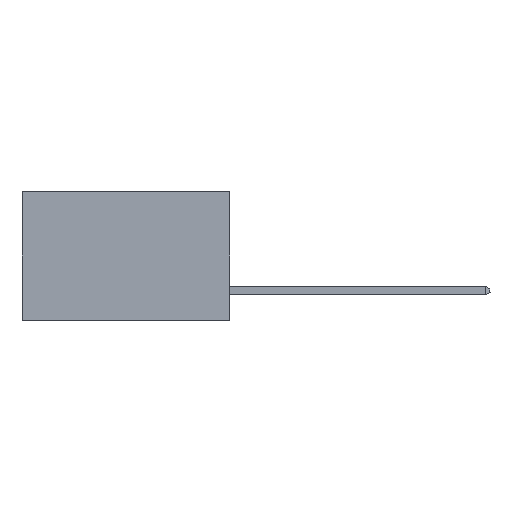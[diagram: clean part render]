
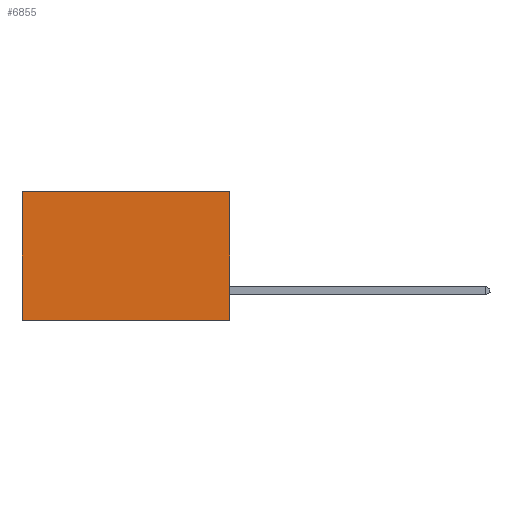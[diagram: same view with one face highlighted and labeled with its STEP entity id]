
A CAD part, left-side view. The second image highlights one B-rep face of the part: STEP entity #6855.
In plain terms, the highlighted planar face has unit normal (-1, 0, 0).
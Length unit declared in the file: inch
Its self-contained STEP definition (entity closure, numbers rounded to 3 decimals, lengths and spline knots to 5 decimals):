
#221 = FACE_OUTER_BOUND ( 'NONE', #9918, .T. ) ;
#845 = CARTESIAN_POINT ( 'NONE',  ( 0.298, 0.6, -0.37 ) ) ;
#1980 = CARTESIAN_POINT ( 'NONE',  ( 0.298, 0., 0. ) ) ;
#2139 = ORIENTED_EDGE ( 'NONE', *, *, #4592, .F. ) ;
#2156 = VECTOR ( 'NONE', #9489, 39.37008 ) ;
#2225 = LINE ( 'NONE', #6342, #6032 ) ;
#3847 = VERTEX_POINT ( 'NONE', #11803 ) ;
#3926 = VERTEX_POINT ( 'NONE', #11056 ) ;
#4210 = DIRECTION ( 'NONE',  ( 0., 1., 0. ) ) ;
#4592 = EDGE_CURVE ( 'NONE', #12298, #3926, #2225, .T. ) ;
#5825 = LINE ( 'NONE', #1980, #8623 ) ;
#5882 = CARTESIAN_POINT ( 'NONE',  ( 0.298, 0., 0. ) ) ;
#5895 = EDGE_CURVE ( 'NONE', #12298, #3847, #5825, .T. ) ;
#6032 = VECTOR ( 'NONE', #12979, 39.37008 ) ;
#6034 = DIRECTION ( 'NONE',  ( 1., 0., 0. ) ) ;
#6342 = CARTESIAN_POINT ( 'NONE',  ( 0.298, 0., 0. ) ) ;
#6855 = ADVANCED_FACE ( 'NONE', ( #221 ), #13758, .F. ) ;
#8286 = CARTESIAN_POINT ( 'NONE',  ( 0.298, 0., -0.37 ) ) ;
#8378 = LINE ( 'NONE', #9090, #9592 ) ;
#8623 = VECTOR ( 'NONE', #4210, 39.37008 ) ;
#8743 = EDGE_CURVE ( 'NONE', #3847, #11992, #8378, .T. ) ;
#8790 = LINE ( 'NONE', #8286, #2156 ) ;
#8954 = DIRECTION ( 'NONE',  ( 0., 0., -1. ) ) ;
#9090 = CARTESIAN_POINT ( 'NONE',  ( 0.298, 0.6, 0. ) ) ;
#9205 = ORIENTED_EDGE ( 'NONE', *, *, #8743, .T. ) ;
#9347 = CARTESIAN_POINT ( 'NONE',  ( 0.298, 0., 0. ) ) ;
#9489 = DIRECTION ( 'NONE',  ( 0., 1., 0. ) ) ;
#9592 = VECTOR ( 'NONE', #8954, 39.37008 ) ;
#9755 = ORIENTED_EDGE ( 'NONE', *, *, #10081, .F. ) ;
#9918 = EDGE_LOOP ( 'NONE', ( #9205, #9755, #2139, #11420 ) ) ;
#10081 = EDGE_CURVE ( 'NONE', #3926, #11992, #8790, .T. ) ;
#10573 = DIRECTION ( 'NONE',  ( 0., 0., -1. ) ) ;
#11056 = CARTESIAN_POINT ( 'NONE',  ( 0.298, 0., -0.37 ) ) ;
#11420 = ORIENTED_EDGE ( 'NONE', *, *, #5895, .T. ) ;
#11803 = CARTESIAN_POINT ( 'NONE',  ( 0.298, 0.6, 0. ) ) ;
#11992 = VERTEX_POINT ( 'NONE', #845 ) ;
#12298 = VERTEX_POINT ( 'NONE', #5882 ) ;
#12979 = DIRECTION ( 'NONE',  ( 0., 0., -1. ) ) ;
#13576 = AXIS2_PLACEMENT_3D ( 'NONE', #9347, #6034, #10573 ) ;
#13758 = PLANE ( 'NONE',  #13576 ) ;
